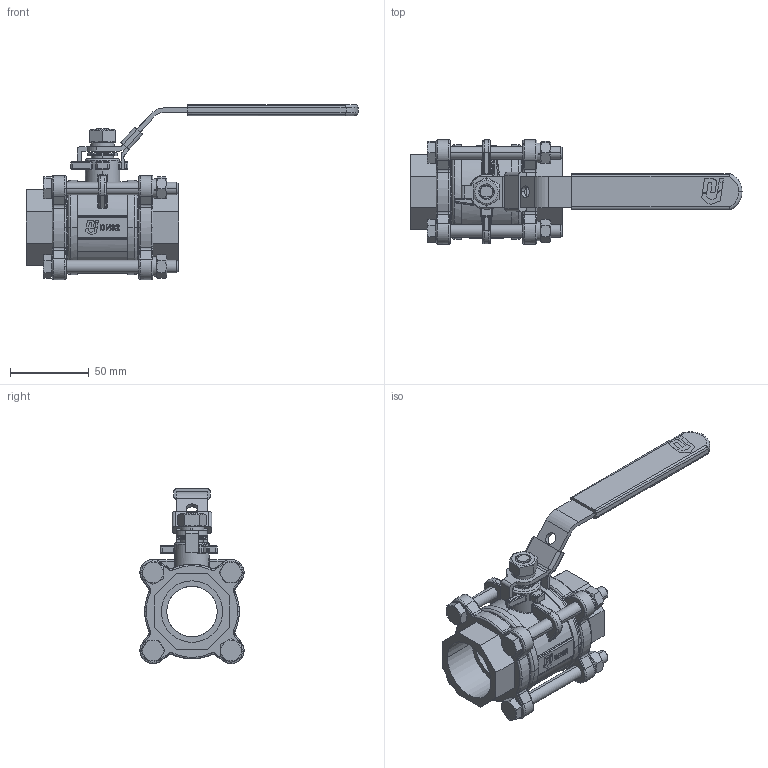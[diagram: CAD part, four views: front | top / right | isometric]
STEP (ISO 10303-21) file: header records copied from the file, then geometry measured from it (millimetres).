
FILE_DESCRIPTION(('HOOPS Exchange Step'),'2;1');
FILE_NAME('GK1700_DN32.stp','2025-12-19T15:46:08+01:00',('nieru'),('Unknown organisation'),'HOOPS Exchange 2024.2','HOOPS Exchange','Unknown authorisation');
FILE_SCHEMA( ('AP203_CONFIGURATION_CONTROLLED_3D_DESIGN_OF_MECHANICAL_PARTS_AND_ASSEMBLIES_MIM_LF') );
Length unit declared in the file: millimetre
Products named in the file (2): 0; root
Assembly tree (1 placements, depth 2):
  root
    0
Bounding box: 210.5 x 66 x 111.1 mm (x, y, z)
Volume: 209750 mm3; surface area: 86277.4 mm2
Topology: 22 solids, 22 shells, 1233 faces, 3114 edges, 1951 vertices
Faces by surface type: plane 378, cylinder 366, bspline 231, torus 146, cone 82, sphere 30
Entity records: 89418 total; most frequent: CARTESIAN_POINT 63104, ORIENTED_EDGE 6216, DIRECTION 3959, EDGE_CURVE 3108, VERTEX_POINT 1951, B_SPLINE_CURVE_WITH_KNOTS 1347, AXIS2_PLACEMENT_3D 1334, EDGE_LOOP 1309
